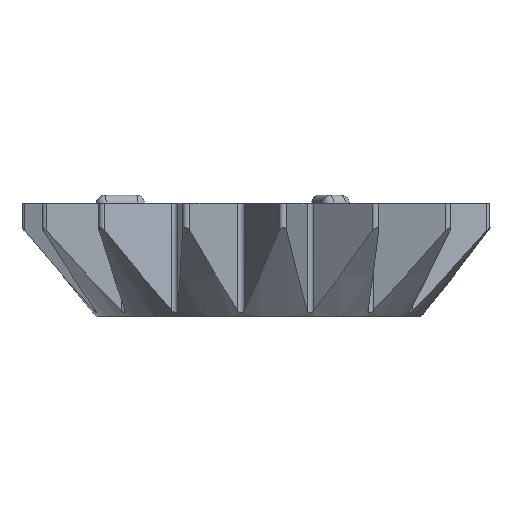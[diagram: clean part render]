
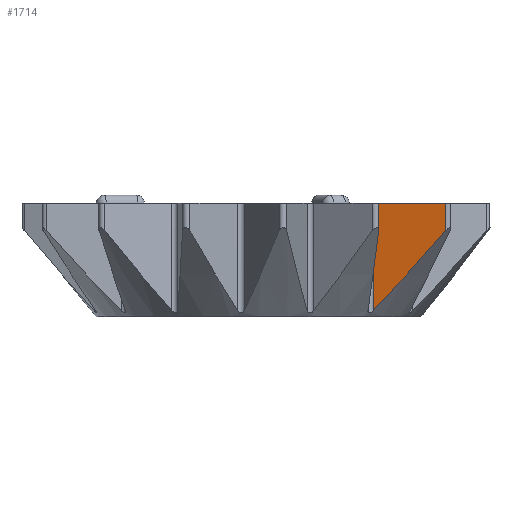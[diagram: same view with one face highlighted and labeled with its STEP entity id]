
A CAD part, left-side view. The second image highlights one B-rep face of the part: STEP entity #1714.
In plain terms, the highlighted planar face has unit normal (-0.969, 0.247, 0).
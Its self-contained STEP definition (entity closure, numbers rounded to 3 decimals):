
#80=(
BOUNDED_CURVE()
B_SPLINE_CURVE(2,(#2773,#2774,#2775),.UNSPECIFIED.,.F.,.F.)
B_SPLINE_CURVE_WITH_KNOTS((3,3),(0.076,0.756),
 .UNSPECIFIED.)
CURVE()
GEOMETRIC_REPRESENTATION_ITEM()
RATIONAL_B_SPLINE_CURVE((1.004,1.022,1.004))
REPRESENTATION_ITEM('')
);
#118=PLANE('',#1870);
#213=LINE('',#3335,#335);
#214=LINE('',#3338,#336);
#215=LINE('',#3339,#337);
#335=VECTOR('',#2199,10.);
#336=VECTOR('',#2202,10.);
#337=VECTOR('',#2203,10.);
#485=FACE_OUTER_BOUND('',#577,.T.);
#577=EDGE_LOOP('',(#1419,#1420,#1421,#1422));
#749=VERTEX_POINT('',#2753);
#750=VERTEX_POINT('',#2772);
#824=VERTEX_POINT('',#3333);
#825=VERTEX_POINT('',#3337);
#948=EDGE_CURVE('',#749,#750,#80,.T.);
#1054=EDGE_CURVE('',#824,#749,#213,.T.);
#1055=EDGE_CURVE('',#825,#824,#214,.T.);
#1056=EDGE_CURVE('',#825,#750,#215,.T.);
#1419=ORIENTED_EDGE('',*,*,#948,.F.);
#1420=ORIENTED_EDGE('',*,*,#1054,.F.);
#1421=ORIENTED_EDGE('',*,*,#1055,.F.);
#1422=ORIENTED_EDGE('',*,*,#1056,.T.);
#1714=ADVANCED_FACE('',(#485),#118,.F.);
#1870=AXIS2_PLACEMENT_3D('',#3336,#2200,#2201);
#2199=DIRECTION('',(0.,0.,-1.));
#2200=DIRECTION('center_axis',(0.969,-0.247,0.));
#2201=DIRECTION('ref_axis',(-0.247,-0.969,0.));
#2202=DIRECTION('',(-0.247,-0.969,0.));
#2203=DIRECTION('',(0.,0.,-1.));
#2753=CARTESIAN_POINT('',(1.338,14.473,12.303));
#2772=CARTESIAN_POINT('',(2.476,18.946,7.376));
#2773=CARTESIAN_POINT('Ctrl Pts',(1.338,14.473,12.303));
#2774=CARTESIAN_POINT('Ctrl Pts',(2.002,17.081,9.323));
#2775=CARTESIAN_POINT('Ctrl Pts',(2.476,18.946,7.376));
#3333=CARTESIAN_POINT('',(1.338,14.473,14.));
#3335=CARTESIAN_POINT('',(1.338,14.473,14.));
#3336=CARTESIAN_POINT('Origin',(2.476,18.946,14.));
#3337=CARTESIAN_POINT('',(2.476,18.946,14.));
#3338=CARTESIAN_POINT('',(3.548,23.157,14.));
#3339=CARTESIAN_POINT('',(2.476,18.946,14.));
